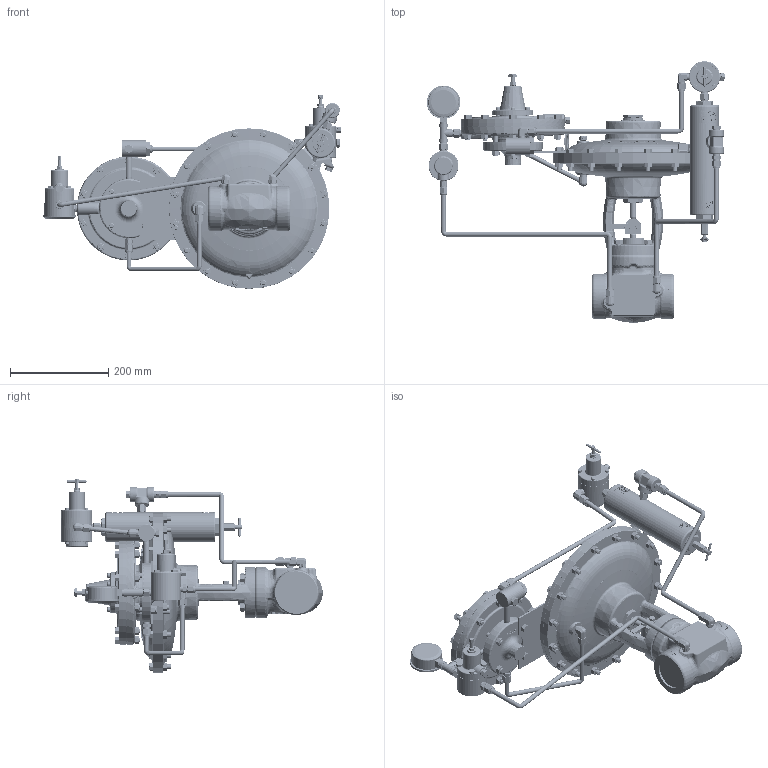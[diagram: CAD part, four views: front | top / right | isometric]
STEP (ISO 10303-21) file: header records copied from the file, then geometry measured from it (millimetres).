
FILE_DESCRIPTION (( 'STEP AP214' ), '1' );
FILE_NAME ('CVS2200SMT5OPR-HPPR.STEP', '2024-06-26T12:14:38', ( '' ), ( '' ), 'SwSTEP 2.0', 'SolidWorks 2019', '' );
FILE_SCHEMA (( 'AUTOMOTIVE_DESIGN' ));
Length unit declared in the file: inch
Products named in the file (1): CVS2200SMT5OPR-HPPR
Bounding box: 608.68 x 533.18 x 395.04 mm (x, y, z)
Volume: 10162845.7 mm3; surface area: 846266.6 mm2
Topology: 2 solids, 3 shells, 8537 faces, 21828 edges, 13640 vertices
Faces by surface type: plane 3423, bspline 2410, cone 1174, cylinder 1030, torus 345, sphere 155
Entity records: 441381 total; most frequent: CARTESIAN_POINT 182799, ORIENTED_EDGE 43338, DIRECTION 30864, EDGE_CURVE 21669, VERTEX_POINT 13640, AXIS2_PLACEMENT_3D 10746, LINE 9372, VECTOR 9372
